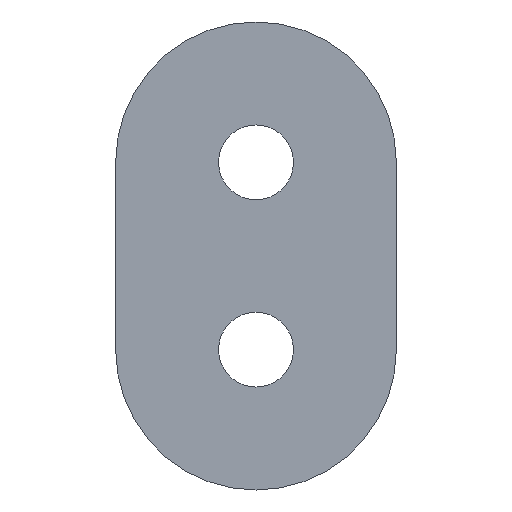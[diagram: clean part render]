
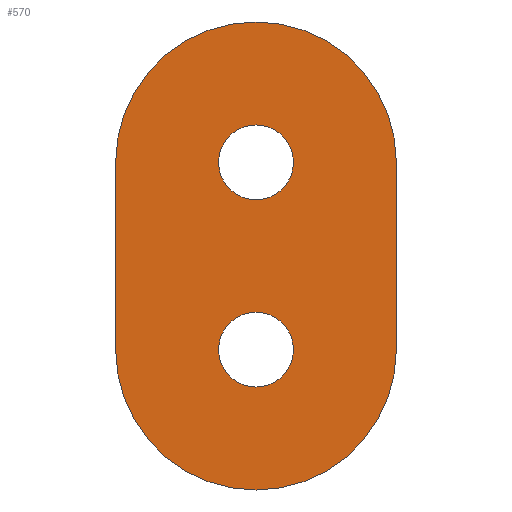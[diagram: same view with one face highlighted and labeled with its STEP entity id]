
A CAD part, front view. The second image highlights one B-rep face of the part: STEP entity #570.
In plain terms, the highlighted planar face has unit normal (0, -1, 0).
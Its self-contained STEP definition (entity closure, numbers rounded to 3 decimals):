
#28=FACE_BOUND('',#88,.T.);
#29=FACE_BOUND('',#89,.T.);
#52=FACE_OUTER_BOUND('',#87,.T.);
#87=EDGE_LOOP('',(#449,#450,#451,#452));
#88=EDGE_LOOP('',(#453));
#89=EDGE_LOOP('',(#454));
#115=CIRCLE('',#614,7.5);
#117=CIRCLE('',#620,2.);
#118=CIRCLE('',#622,2.);
#119=CIRCLE('',#624,7.5);
#147=LINE('',#863,#205);
#155=LINE('',#880,#213);
#205=VECTOR('',#694,10.);
#213=VECTOR('',#708,10.);
#262=VERTEX_POINT('',#860);
#263=VERTEX_POINT('',#862);
#266=VERTEX_POINT('',#870);
#269=VERTEX_POINT('',#878);
#271=VERTEX_POINT('',#888);
#272=VERTEX_POINT('',#892);
#319=EDGE_CURVE('',#262,#263,#147,.T.);
#324=EDGE_CURVE('',#266,#262,#115,.T.);
#328=EDGE_CURVE('',#269,#266,#155,.T.);
#333=EDGE_CURVE('',#271,#271,#117,.T.);
#335=EDGE_CURVE('',#272,#272,#118,.T.);
#336=EDGE_CURVE('',#263,#269,#119,.T.);
#449=ORIENTED_EDGE('',*,*,#324,.F.);
#450=ORIENTED_EDGE('',*,*,#328,.F.);
#451=ORIENTED_EDGE('',*,*,#336,.F.);
#452=ORIENTED_EDGE('',*,*,#319,.F.);
#453=ORIENTED_EDGE('',*,*,#335,.F.);
#454=ORIENTED_EDGE('',*,*,#333,.F.);
#543=PLANE('',#627);
#570=ADVANCED_FACE('',(#52,#28,#29),#543,.F.);
#614=AXIS2_PLACEMENT_3D('',#872,#701,#702);
#620=AXIS2_PLACEMENT_3D('',#890,#720,#721);
#622=AXIS2_PLACEMENT_3D('',#894,#725,#726);
#624=AXIS2_PLACEMENT_3D('',#896,#729,#730);
#627=AXIS2_PLACEMENT_3D('',#899,#735,#736);
#694=DIRECTION('',(0.,0.,-1.));
#701=DIRECTION('center_axis',(0.,1.,0.));
#702=DIRECTION('ref_axis',(-1.,0.,0.));
#708=DIRECTION('',(0.,0.,1.));
#720=DIRECTION('center_axis',(0.,-1.,0.));
#721=DIRECTION('ref_axis',(1.,0.,0.));
#725=DIRECTION('center_axis',(0.,-1.,0.));
#726=DIRECTION('ref_axis',(1.,0.,0.));
#729=DIRECTION('center_axis',(0.,1.,0.));
#730=DIRECTION('ref_axis',(1.,0.,0.));
#735=DIRECTION('center_axis',(0.,1.,0.));
#736=DIRECTION('ref_axis',(1.,0.,0.));
#860=CARTESIAN_POINT('',(7.5,0.,0.));
#862=CARTESIAN_POINT('',(7.5,0.,-10.));
#863=CARTESIAN_POINT('',(7.5,0.,0.));
#870=CARTESIAN_POINT('',(-7.5,0.,0.));
#872=CARTESIAN_POINT('Origin',(0.,0.,0.));
#878=CARTESIAN_POINT('',(-7.5,0.,-10.));
#880=CARTESIAN_POINT('',(-7.5,0.,-10.));
#888=CARTESIAN_POINT('',(-2.,0.,-10.));
#890=CARTESIAN_POINT('Origin',(0.,0.,-10.));
#892=CARTESIAN_POINT('',(-2.,0.,0.));
#894=CARTESIAN_POINT('Origin',(0.,0.,0.));
#896=CARTESIAN_POINT('Origin',(0.,0.,-10.));
#899=CARTESIAN_POINT('Origin',(0.,0.,-5.));
